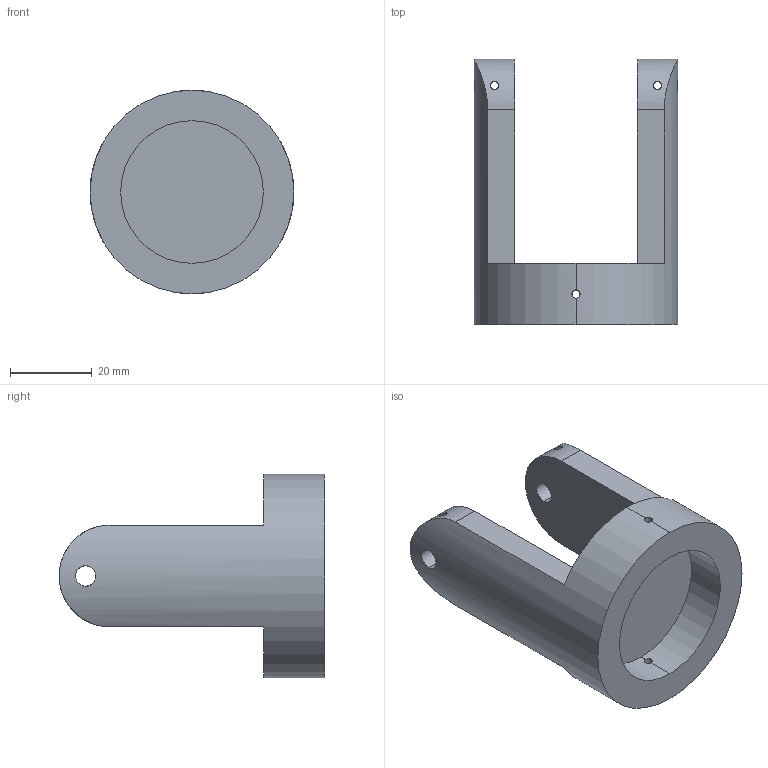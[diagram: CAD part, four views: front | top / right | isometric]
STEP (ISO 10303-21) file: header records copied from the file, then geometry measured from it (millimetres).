
FILE_DESCRIPTION (( 'STEP AP203' ), '1' );
FILE_NAME ('BOTTOM_HINGE_V3_Default_sldprt.STEP', '2024-04-22T08:15:58', ( '' ), ( '' ), 'SwSTEP 2.0', 'SolidWorks 2019', '' );
FILE_SCHEMA (( 'CONFIG_CONTROL_DESIGN' ));
Length unit declared in the file: millimetre
Products named in the file (1): BOTTOM_HINGE_V3_Default_sldprt
Bounding box: 50 x 65.2 x 50 mm (x, y, z)
Volume: 40603.4 mm3; surface area: 13956.6 mm2
Topology: 1 solids, 1 shells, 31 faces, 100 edges, 64 vertices
Faces by surface type: cylinder 22, plane 9
Entity records: 1757 total; most frequent: CARTESIAN_POINT 834, ORIENTED_EDGE 200, DIRECTION 142, EDGE_CURVE 100, VERTEX_POINT 64, AXIS2_PLACEMENT_3D 48, LINE 46, VECTOR 46
